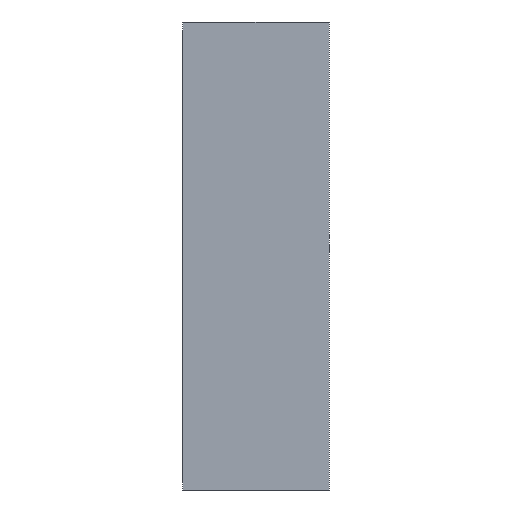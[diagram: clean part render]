
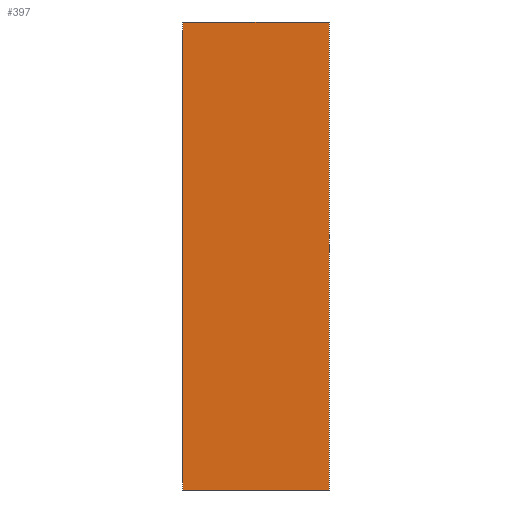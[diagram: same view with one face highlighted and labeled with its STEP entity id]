
A CAD part, left-side view. The second image highlights one B-rep face of the part: STEP entity #397.
In plain terms, the highlighted planar face has unit normal (-1, 0, 0).
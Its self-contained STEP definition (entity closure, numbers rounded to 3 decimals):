
#34=FACE_OUTER_BOUND('',#56,.T.);
#56=EDGE_LOOP('',(#314,#315,#316,#317));
#98=LINE('',#605,#146);
#101=LINE('',#611,#149);
#103=LINE('',#615,#151);
#104=LINE('',#616,#152);
#146=VECTOR('',#501,0.8);
#149=VECTOR('',#506,0.25);
#151=VECTOR('',#510,0.25);
#152=VECTOR('',#511,0.8);
#182=VERTEX_POINT('',#602);
#183=VERTEX_POINT('',#604);
#185=VERTEX_POINT('',#610);
#186=VERTEX_POINT('',#614);
#226=EDGE_CURVE('',#183,#182,#98,.T.);
#229=EDGE_CURVE('',#183,#185,#101,.T.);
#231=EDGE_CURVE('',#186,#182,#103,.T.);
#232=EDGE_CURVE('',#185,#186,#104,.T.);
#314=ORIENTED_EDGE('',*,*,#231,.F.);
#315=ORIENTED_EDGE('',*,*,#232,.F.);
#316=ORIENTED_EDGE('',*,*,#229,.F.);
#317=ORIENTED_EDGE('',*,*,#226,.T.);
#350=PLANE('',#423);
#397=ADVANCED_FACE('',(#34),#350,.T.);
#423=AXIS2_PLACEMENT_3D('',#613,#508,#509);
#501=DIRECTION('',(0.,0.,1.));
#506=DIRECTION('',(0.,1.,0.));
#508=DIRECTION('center_axis',(-1.,0.,0.));
#509=DIRECTION('ref_axis',(0.,-1.,0.));
#510=DIRECTION('',(0.,-1.,0.));
#511=DIRECTION('',(0.,0.,1.));
#602=CARTESIAN_POINT('',(-0.014,-0.014,0.786));
#604=CARTESIAN_POINT('',(-0.014,-0.014,-0.014));
#605=CARTESIAN_POINT('',(-0.014,-0.014,0.772));
#610=CARTESIAN_POINT('',(-0.014,0.236,-0.014));
#611=CARTESIAN_POINT('',(-0.014,0.,-0.014));
#613=CARTESIAN_POINT('Origin',(-0.014,0.236,0.772));
#614=CARTESIAN_POINT('',(-0.014,0.236,0.786));
#615=CARTESIAN_POINT('',(-0.014,0.236,0.786));
#616=CARTESIAN_POINT('',(-0.014,0.236,0.772));
